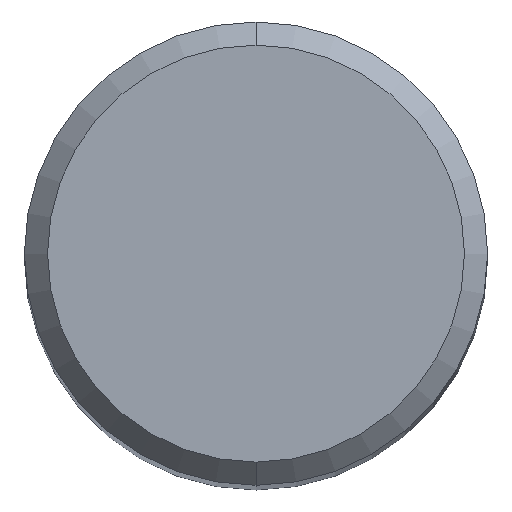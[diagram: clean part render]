
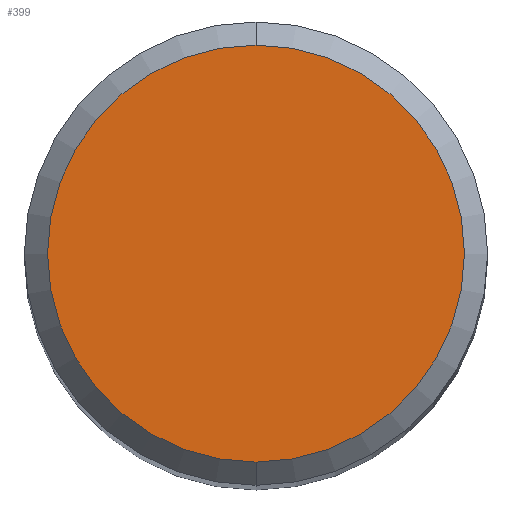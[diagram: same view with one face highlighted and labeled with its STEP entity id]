
A CAD part, top view. The second image highlights one B-rep face of the part: STEP entity #399.
In plain terms, the highlighted planar face has unit normal (0, 0, 1).
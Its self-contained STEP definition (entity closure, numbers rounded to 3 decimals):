
#399=ADVANCED_FACE('',(#727),#728,.T.);
#433=EDGE_CURVE('',#457,#451,#767,.T.);
#447=EDGE_CURVE('',#451,#457,#782,.T.);
#451=VERTEX_POINT('',#787);
#457=VERTEX_POINT('',#794);
#727=FACE_OUTER_BOUND('',#1321,.T.);
#728=PLANE('',#1322);
#767=CIRCLE('',#1401,3.6);
#782=CIRCLE('',#1437,3.6);
#787=CARTESIAN_POINT('',(0.0,3.6,0.0));
#794=CARTESIAN_POINT('',(0.,-3.6,0.0));
#1321=EDGE_LOOP('',(#1706,#1707));
#1322=AXIS2_PLACEMENT_3D('',#1708,#1709,#1710);
#1401=AXIS2_PLACEMENT_3D('',#1772,#1773,#1774);
#1437=AXIS2_PLACEMENT_3D('',#1786,#1787,#1788);
#1706=ORIENTED_EDGE('',*,*,#447,.F.);
#1707=ORIENTED_EDGE('',*,*,#433,.F.);
#1708=CARTESIAN_POINT('',(0.0,1.8,0.0));
#1709=DIRECTION('',(-0.0,0.0,1.0));
#1710=DIRECTION('',(0.0,-1.0,0.0));
#1772=CARTESIAN_POINT('',(0.0,0.0,0.0));
#1773=DIRECTION('',(0.0,0.0,-1.0));
#1774=DIRECTION('',(0.0,1.0,0.0));
#1786=CARTESIAN_POINT('',(0.0,0.0,0.0));
#1787=DIRECTION('',(0.0,0.0,-1.0));
#1788=DIRECTION('',(0.0,1.0,0.0));
